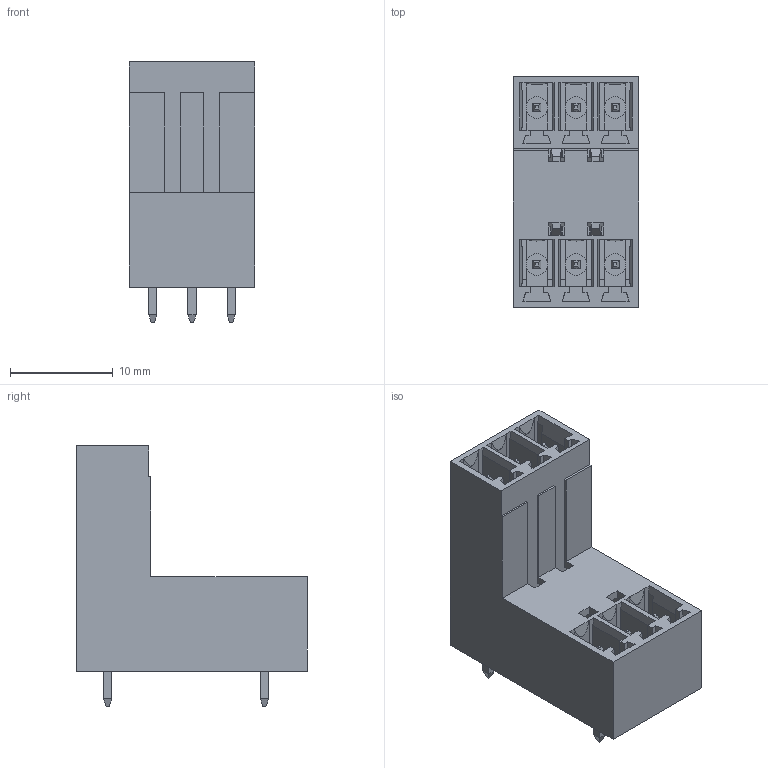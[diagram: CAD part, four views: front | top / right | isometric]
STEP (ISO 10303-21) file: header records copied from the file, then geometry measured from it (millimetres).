
FILE_DESCRIPTION( ( 'Unknown' ), '1' );
FILE_NAME( '691356300006B.stp', 'Unknown', ( 'Unknown' ), ( 'Unknown' ), 'PSStep 19.0.9', 'Unknown', ' ' );
FILE_SCHEMA( ( 'AUTOMOTIVE_DESIGN { 1 0 10303 214 1 1 1 1 }' ) );
Length unit declared in the file: millimetre
Products named in the file (5): Assem1; 6913563000xxB_PIN; 6913563000xxB_PIN LONGUE; 691356300006B_CAPOT; 691356300006B
Assembly tree (8 placements, depth 2):
  Assem1
    6913563000xxB_PIN  x3
    6913563000xxB_PIN LONGUE  x3
    691356300006B_CAPOT
    691356300006B
Bounding box: 12.22 x 22.4 x 25.3 mm (x, y, z)
Volume: 1679.4 mm3; surface area: 4586.4 mm2
Topology: 8 solids, 8 shells, 434 faces, 1150 edges, 734 vertices
Faces by surface type: plane 422, cylinder 12
Full cylindrical faces by diameter (mm): 2.1 x6
Entity records: 14860 total; most frequent: CARTESIAN_POINT 2089, ORIENTED_EDGE 2064, DIRECTION 1836, EDGE_CURVE 1032, LINE 1002, VECTOR 1002, VERTEX_POINT 670, EDGE_LOOP 418
